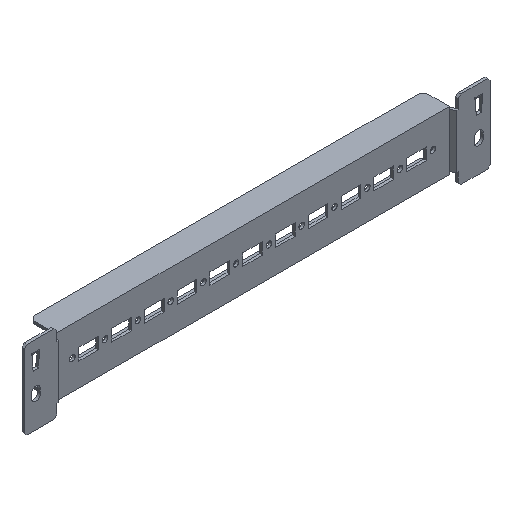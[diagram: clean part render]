
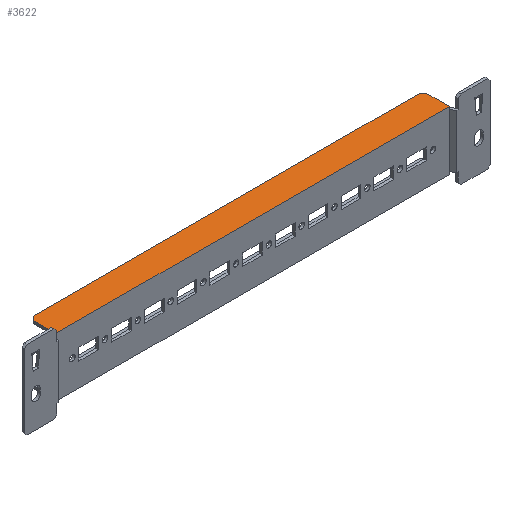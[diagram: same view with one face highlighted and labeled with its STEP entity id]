
A CAD part, isometric view. The second image highlights one B-rep face of the part: STEP entity #3622.
In plain terms, the highlighted planar face has unit normal (0, 0, 1).
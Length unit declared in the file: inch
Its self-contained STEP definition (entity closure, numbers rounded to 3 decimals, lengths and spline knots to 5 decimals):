
#160 = VECTOR ( 'NONE', #3445, 39.37008 ) ;
#203 = LINE ( 'NONE', #3434, #2210 ) ;
#222 = ORIENTED_EDGE ( 'NONE', *, *, #2083, .T. ) ;
#619 = DIRECTION ( 'NONE',  ( 0., 1., 0. ) ) ;
#700 = CARTESIAN_POINT ( 'NONE',  ( -5.90551, -0.3937, 0.88583 ) ) ;
#722 = ORIENTED_EDGE ( 'NONE', *, *, #804, .T. ) ;
#804 = EDGE_CURVE ( 'NONE', #5466, #2564, #4495, .T. ) ;
#846 = ORIENTED_EDGE ( 'NONE', *, *, #2991, .T. ) ;
#921 = FACE_OUTER_BOUND ( 'NONE', #1259, .T. ) ;
#1113 = DIRECTION ( 'NONE',  ( -1., 0., 0. ) ) ;
#1253 = ORIENTED_EDGE ( 'NONE', *, *, #3982, .F. ) ;
#1259 = EDGE_LOOP ( 'NONE', ( #722, #5127, #846, #222, #2851, #1253 ) ) ;
#1283 = DIRECTION ( 'NONE',  ( -1., 0., 0. ) ) ;
#1422 = EDGE_CURVE ( 'NONE', #1895, #1581, #203, .T. ) ;
#1581 = VERTEX_POINT ( 'NONE', #4471 ) ;
#1895 = VERTEX_POINT ( 'NONE', #2490 ) ;
#2083 = EDGE_CURVE ( 'NONE', #2428, #1581, #3506, .T. ) ;
#2099 = VERTEX_POINT ( 'NONE', #5799 ) ;
#2210 = VECTOR ( 'NONE', #619, 39.37008 ) ;
#2281 = CARTESIAN_POINT ( 'NONE',  ( -5.90551, 0.3937, 0.88583 ) ) ;
#2365 = AXIS2_PLACEMENT_3D ( 'NONE', #3279, #3908, #2890 ) ;
#2428 = VERTEX_POINT ( 'NONE', #3707 ) ;
#2490 = CARTESIAN_POINT ( 'NONE',  ( -5.90551, -0.3937, 0.88583 ) ) ;
#2517 = CARTESIAN_POINT ( 'NONE',  ( 5.90551, -0.3937, 0.88583 ) ) ;
#2564 = VERTEX_POINT ( 'NONE', #5044 ) ;
#2607 = CARTESIAN_POINT ( 'NONE',  ( -5.7874, 0.3937, 0.88583 ) ) ;
#2807 = EDGE_CURVE ( 'NONE', #2564, #2099, #4809, .T. ) ;
#2851 = ORIENTED_EDGE ( 'NONE', *, *, #1422, .F. ) ;
#2890 = DIRECTION ( 'NONE',  ( 1., 0., 0. ) ) ;
#2991 = EDGE_CURVE ( 'NONE', #2099, #2428, #5317, .T. ) ;
#3020 = CARTESIAN_POINT ( 'NONE',  ( 5.90551, 0.27559, 0.88583 ) ) ;
#3061 = VECTOR ( 'NONE', #4550, 39.37008 ) ;
#3262 = VECTOR ( 'NONE', #4931, 39.37008 ) ;
#3279 = CARTESIAN_POINT ( 'NONE',  ( -5.90551, 0.3937, 0.88583 ) ) ;
#3434 = CARTESIAN_POINT ( 'NONE',  ( -5.90551, -0.3937, 0.88583 ) ) ;
#3445 = DIRECTION ( 'NONE',  ( -0.707, 0.707, 0. ) ) ;
#3506 = LINE ( 'NONE', #2607, #3262 ) ;
#3622 = ADVANCED_FACE ( 'NONE', ( #921 ), #5487, .T. ) ;
#3707 = CARTESIAN_POINT ( 'NONE',  ( -5.7874, 0.3937, 0.88583 ) ) ;
#3908 = DIRECTION ( 'NONE',  ( 0., 0., 1. ) ) ;
#3982 = EDGE_CURVE ( 'NONE', #5466, #1895, #5204, .T. ) ;
#4471 = CARTESIAN_POINT ( 'NONE',  ( -5.90551, 0.27559, 0.88583 ) ) ;
#4495 = LINE ( 'NONE', #4522, #3061 ) ;
#4522 = CARTESIAN_POINT ( 'NONE',  ( 5.90551, 0.3937, 0.88583 ) ) ;
#4550 = DIRECTION ( 'NONE',  ( 0., 1., 0. ) ) ;
#4552 = VECTOR ( 'NONE', #1283, 39.37008 ) ;
#4809 = LINE ( 'NONE', #3020, #160 ) ;
#4847 = VECTOR ( 'NONE', #1113, 39.37008 ) ;
#4931 = DIRECTION ( 'NONE',  ( -0.707, -0.707, 0. ) ) ;
#5044 = CARTESIAN_POINT ( 'NONE',  ( 5.90551, 0.27559, 0.88583 ) ) ;
#5127 = ORIENTED_EDGE ( 'NONE', *, *, #2807, .T. ) ;
#5204 = LINE ( 'NONE', #700, #4847 ) ;
#5317 = LINE ( 'NONE', #2281, #4552 ) ;
#5466 = VERTEX_POINT ( 'NONE', #2517 ) ;
#5487 = PLANE ( 'NONE',  #2365 ) ;
#5799 = CARTESIAN_POINT ( 'NONE',  ( 5.7874, 0.3937, 0.88583 ) ) ;
